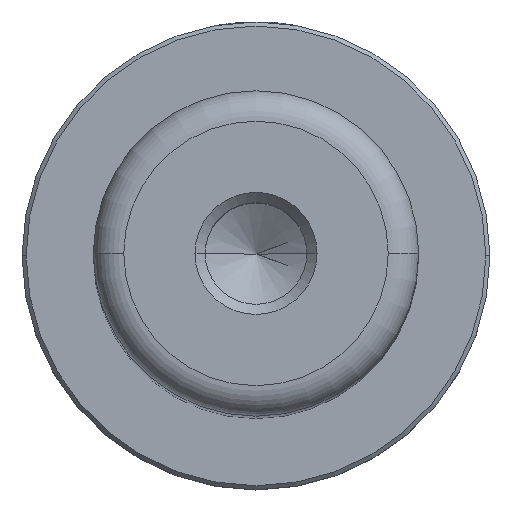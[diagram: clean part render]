
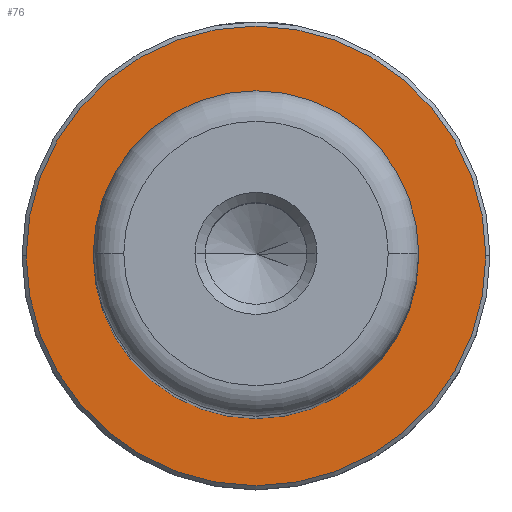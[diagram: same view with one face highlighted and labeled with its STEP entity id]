
A CAD part, top view. The second image highlights one B-rep face of the part: STEP entity #76.
In plain terms, the highlighted planar face has unit normal (0, 0, 1).
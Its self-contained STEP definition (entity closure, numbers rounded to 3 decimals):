
#70 = CARTESIAN_POINT ( 'NONE',  ( 0., 0., 15. ) ) ;
#76 = ADVANCED_FACE ( 'NONE', ( #366, #333 ), #2019, .T. ) ;
#172 = AXIS2_PLACEMENT_3D ( 'NONE', #1902, #1864, #1856 ) ;
#240 = DIRECTION ( 'NONE',  ( 1., 0., 0. ) ) ;
#285 = AXIS2_PLACEMENT_3D ( 'NONE', #70, #1230, #240 ) ;
#322 = DIRECTION ( 'NONE',  ( -1., 0., 0. ) ) ;
#331 = DIRECTION ( 'NONE',  ( 0., 0., -1. ) ) ;
#333 = FACE_BOUND ( 'NONE', #1523, .T. ) ;
#344 = CARTESIAN_POINT ( 'NONE',  ( 0., 0., 15. ) ) ;
#366 = FACE_OUTER_BOUND ( 'NONE', #1415, .T. ) ;
#400 = CIRCLE ( 'NONE', #2084, 11.3 ) ;
#448 = CIRCLE ( 'NONE', #285, 11.3 ) ;
#525 = VERTEX_POINT ( 'NONE', #1287 ) ;
#555 = EDGE_CURVE ( 'NONE', #597, #525, #400, .T. ) ;
#566 = AXIS2_PLACEMENT_3D ( 'NONE', #344, #331, #322 ) ;
#590 = CARTESIAN_POINT ( 'NONE',  ( 0., 0., 15. ) ) ;
#597 = VERTEX_POINT ( 'NONE', #1331 ) ;
#643 = ORIENTED_EDGE ( 'NONE', *, *, #555, .T. ) ;
#722 = EDGE_CURVE ( 'NONE', #1682, #2101, #1382, .T. ) ;
#750 = DIRECTION ( 'NONE',  ( -1., 0., 0. ) ) ;
#759 = ORIENTED_EDGE ( 'NONE', *, *, #1597, .T. ) ;
#925 = CARTESIAN_POINT ( 'NONE',  ( 7.5, 0., 15. ) ) ;
#1049 = EDGE_CURVE ( 'NONE', #525, #597, #448, .T. ) ;
#1230 = DIRECTION ( 'NONE',  ( 0., 0., 1. ) ) ;
#1287 = CARTESIAN_POINT ( 'NONE',  ( 11.3, 0., 15. ) ) ;
#1309 = CARTESIAN_POINT ( 'NONE',  ( -7.5, 0., 15. ) ) ;
#1331 = CARTESIAN_POINT ( 'NONE',  ( -11.3, 0., 15. ) ) ;
#1347 = CIRCLE ( 'NONE', #2082, 7.5 ) ;
#1382 = CIRCLE ( 'NONE', #566, 7.5 ) ;
#1387 = ORIENTED_EDGE ( 'NONE', *, *, #722, .T. ) ;
#1415 = EDGE_LOOP ( 'NONE', ( #643, #2076 ) ) ;
#1523 = EDGE_LOOP ( 'NONE', ( #1387, #759 ) ) ;
#1597 = EDGE_CURVE ( 'NONE', #2101, #1682, #1347, .T. ) ;
#1682 = VERTEX_POINT ( 'NONE', #1309 ) ;
#1771 = DIRECTION ( 'NONE',  ( 0., 0., -1. ) ) ;
#1800 = DIRECTION ( 'NONE',  ( 1., 0., 0. ) ) ;
#1808 = DIRECTION ( 'NONE',  ( 0., 0., 1. ) ) ;
#1817 = CARTESIAN_POINT ( 'NONE',  ( 0., 0., 15. ) ) ;
#1856 = DIRECTION ( 'NONE',  ( 1., 0., 0. ) ) ;
#1864 = DIRECTION ( 'NONE',  ( 0., 0., 1. ) ) ;
#1902 = CARTESIAN_POINT ( 'NONE',  ( 0., 0., 15. ) ) ;
#2019 = PLANE ( 'NONE',  #172 ) ;
#2076 = ORIENTED_EDGE ( 'NONE', *, *, #1049, .T. ) ;
#2082 = AXIS2_PLACEMENT_3D ( 'NONE', #590, #1771, #750 ) ;
#2084 = AXIS2_PLACEMENT_3D ( 'NONE', #1817, #1808, #1800 ) ;
#2101 = VERTEX_POINT ( 'NONE', #925 ) ;
